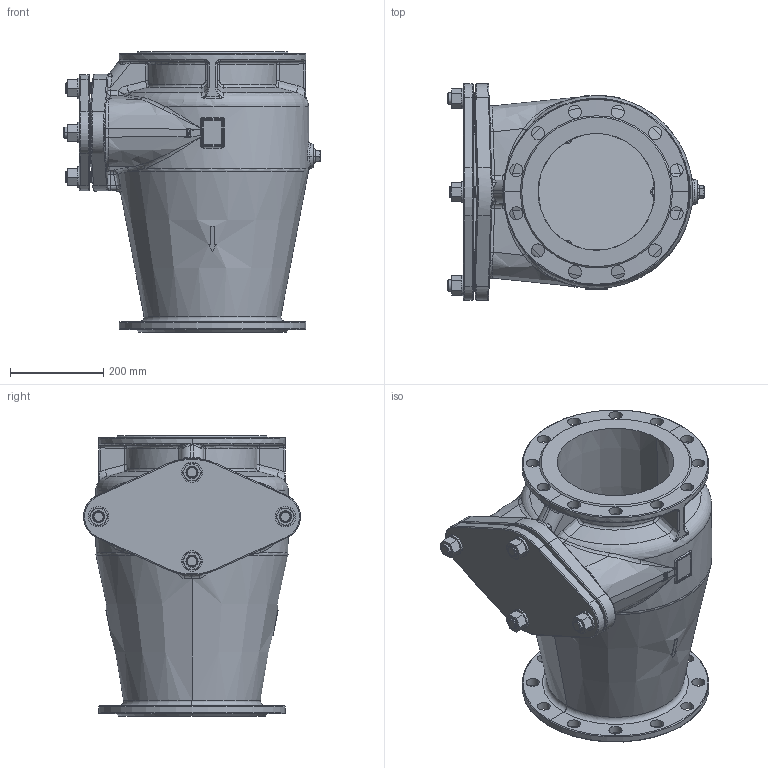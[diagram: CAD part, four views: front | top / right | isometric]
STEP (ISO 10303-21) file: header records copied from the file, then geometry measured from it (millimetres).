
FILE_DESCRIPTION((''),'2;1');
FILE_NAME('DN250_PN16_CEP_ART435_ASM','2011-03-04T',('JMarkelj'),('Audax d.o.o.'),'PRO/ENGINEER BY PARAMETRIC TECHNOLOGY CORPORATION, 2010180','PRO/ENGINEER BY PARAMETRIC TECHNOLOGY CORPORATION, 2010180','');
FILE_SCHEMA(('CONFIG_CONTROL_DESIGN'));
Length unit declared in the file: millimetre
Products named in the file (17): OHISJE_DN250_AF0; OHISJE_DN250_OBDELAN_PN16_ASM; ZAPORA_DN250; ZAPORA; AKSA_ZAPORE; ZAPORA_DN250_ASM; STOJNI_VIJAK_M24X55; STOJNI_VIJAK_M24X60; O_TESNILO_POKROVA; POKROV_DN250; PODLOSKA_A24; MATICA_M24; CEP_34_DIN910; CEP; PODLOSKA_CU; CEP_34_DIN910_ASM; DN250_PN16_CEP_ART435_ASM
Assembly tree (25 placements, depth 3):
  DN250_PN16_CEP_ART435_ASM
    OHISJE_DN250_OBDELAN_PN16_ASM
      OHISJE_DN250_AF0
    ZAPORA_DN250_ASM
      ZAPORA_DN250  x2
      ZAPORA
      AKSA_ZAPORE
    STOJNI_VIJAK_M24X55  x2
    STOJNI_VIJAK_M24X60  x2
    O_TESNILO_POKROVA
    POKROV_DN250
    PODLOSKA_A24  x4
    MATICA_M24  x4
    CEP_34_DIN910_ASM
      CEP_34_DIN910
      CEP
      PODLOSKA_CU
Bounding box: 548.3 x 464 x 600 mm (x, y, z)
Volume: 22200430.6 mm3; surface area: 2850690.1 mm2
Topology: 22 solids, 36 shells, 2290 faces, 5796 edges, 3623 vertices
Faces by surface type: plane 1119, cylinder 432, bspline 351, cone 203, torus 153, sphere 32
Entity records: 84081 total; most frequent: CARTESIAN_POINT 36768, ORIENTED_EDGE 10764, DIRECTION 8410, EDGE_CURVE 5404, VERTEX_POINT 3387, AXIS2_PLACEMENT_3D 3254, EDGE_LOOP 2259, FACE_OUTER_BOUND 2113
